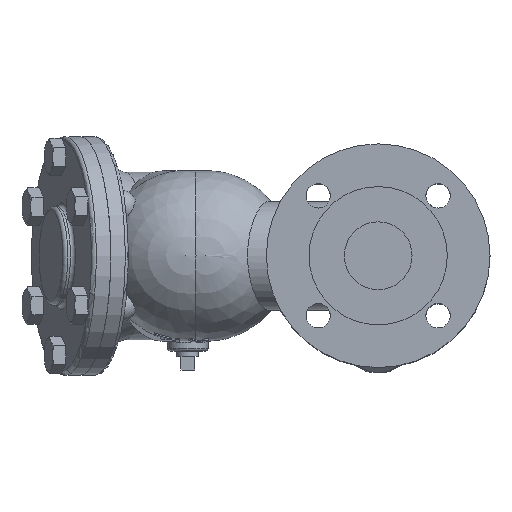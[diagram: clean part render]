
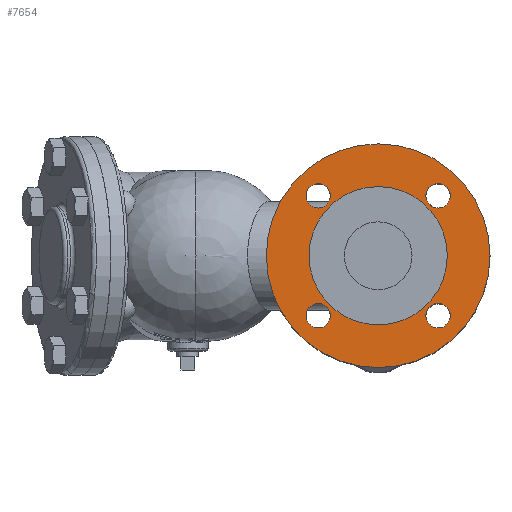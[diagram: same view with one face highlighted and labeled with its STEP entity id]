
A CAD part, top view. The second image highlights one B-rep face of the part: STEP entity #7654.
In plain terms, the highlighted planar face has unit normal (0, 0, 1).
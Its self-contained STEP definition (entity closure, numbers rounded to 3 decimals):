
#2480=CARTESIAN_POINT('',(82.5,0.,72.0));
#2481=VERTEX_POINT('',#2480);
#2482=CARTESIAN_POINT('',(0.0,0.0,72.0));
#2483=DIRECTION('',(0.0,0.0,-1.0));
#2484=DIRECTION('',(-1.0,0.0,0.0));
#2485=AXIS2_PLACEMENT_3D('',#2482,#2483,#2484);
#2486=CIRCLE('',#2485,82.5);
#2487=EDGE_CURVE('',#2481,#2481,#2486,.T.);
#7475=CARTESIAN_POINT('',(-44.194,53.194,72.0));
#7476=VERTEX_POINT('',#7475);
#7477=CARTESIAN_POINT('',(-44.194,44.194,72.));
#7478=DIRECTION('',(0.0,0.0,-1.0));
#7479=DIRECTION('',(0.0,1.0,0.0));
#7480=AXIS2_PLACEMENT_3D('',#7477,#7478,#7479);
#7481=CIRCLE('',#7480,9.0);
#7482=EDGE_CURVE('',#7476,#7476,#7481,.T.);
#7495=CARTESIAN_POINT('',(-53.194,-44.194,72.0));
#7496=VERTEX_POINT('',#7495);
#7497=CARTESIAN_POINT('',(-44.194,-44.194,72.));
#7498=DIRECTION('',(0.0,0.0,-1.0));
#7499=DIRECTION('',(-1.0,0.0,0.0));
#7500=AXIS2_PLACEMENT_3D('',#7497,#7498,#7499);
#7501=CIRCLE('',#7500,9.0);
#7502=EDGE_CURVE('',#7496,#7496,#7501,.T.);
#7515=CARTESIAN_POINT('',(44.194,-53.194,72.0));
#7516=VERTEX_POINT('',#7515);
#7517=CARTESIAN_POINT('',(44.194,-44.194,72.));
#7518=DIRECTION('',(0.0,0.0,-1.0));
#7519=DIRECTION('',(0.0,-1.0,0.0));
#7520=AXIS2_PLACEMENT_3D('',#7517,#7518,#7519);
#7521=CIRCLE('',#7520,9.0);
#7522=EDGE_CURVE('',#7516,#7516,#7521,.T.);
#7535=CARTESIAN_POINT('',(53.194,44.194,72.0));
#7536=VERTEX_POINT('',#7535);
#7537=CARTESIAN_POINT('',(44.194,44.194,72.));
#7538=DIRECTION('',(0.0,0.0,-1.0));
#7539=DIRECTION('',(1.0,0.0,0.0));
#7540=AXIS2_PLACEMENT_3D('',#7537,#7538,#7539);
#7541=CIRCLE('',#7540,9.0);
#7542=EDGE_CURVE('',#7536,#7536,#7541,.T.);
#7608=CARTESIAN_POINT('',(51.,0.,72.0));
#7609=VERTEX_POINT('',#7608);
#7610=CARTESIAN_POINT('',(0.0,0.0,72.0));
#7611=DIRECTION('',(0.0,0.0,1.0));
#7612=DIRECTION('',(-1.0,0.0,0.0));
#7613=AXIS2_PLACEMENT_3D('',#7610,#7611,#7612);
#7614=CIRCLE('',#7613,51.);
#7615=EDGE_CURVE('',#7609,#7609,#7614,.T.);
#7631=CARTESIAN_POINT('',(0.0,0.0,72.0));
#7632=DIRECTION('',(0.0,0.0,-1.0));
#7633=DIRECTION('',(-1.0,0.0,0.0));
#7634=AXIS2_PLACEMENT_3D('',#7631,#7632,#7633);
#7635=PLANE('',#7634);
#7636=ORIENTED_EDGE('',*,*,#2487,.F.);
#7637=EDGE_LOOP('',(#7636));
#7638=FACE_OUTER_BOUND('',#7637,.T.);
#7639=ORIENTED_EDGE('',*,*,#7482,.T.);
#7640=EDGE_LOOP('',(#7639));
#7641=FACE_BOUND('',#7640,.T.);
#7642=ORIENTED_EDGE('',*,*,#7502,.T.);
#7643=EDGE_LOOP('',(#7642));
#7644=FACE_BOUND('',#7643,.T.);
#7645=ORIENTED_EDGE('',*,*,#7522,.T.);
#7646=EDGE_LOOP('',(#7645));
#7647=FACE_BOUND('',#7646,.T.);
#7648=ORIENTED_EDGE('',*,*,#7542,.T.);
#7649=EDGE_LOOP('',(#7648));
#7650=FACE_BOUND('',#7649,.T.);
#7651=ORIENTED_EDGE('',*,*,#7615,.F.);
#7652=EDGE_LOOP('',(#7651));
#7653=FACE_BOUND('',#7652,.T.);
#7654=ADVANCED_FACE('',(#7638,#7641,#7644,#7647,#7650,#7653),#7635,.F.);
